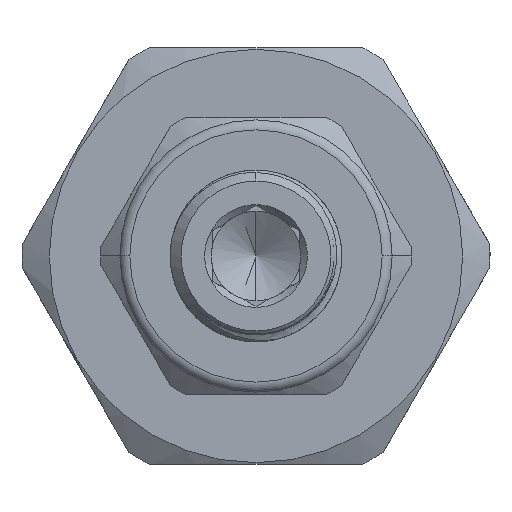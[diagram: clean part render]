
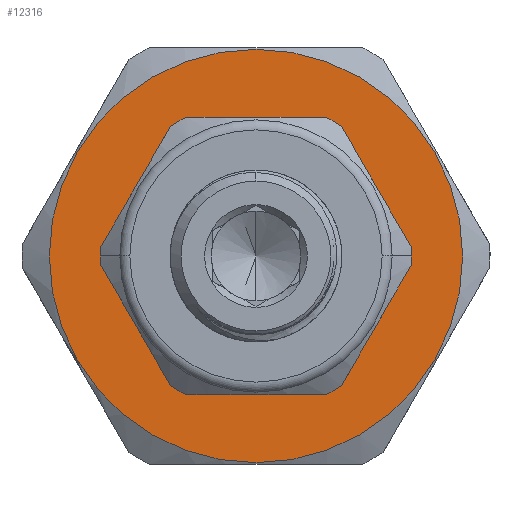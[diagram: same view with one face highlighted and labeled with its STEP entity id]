
A CAD part, left-side view. The second image highlights one B-rep face of the part: STEP entity #12316.
In plain terms, the highlighted planar face has unit normal (-1, 0, 0).
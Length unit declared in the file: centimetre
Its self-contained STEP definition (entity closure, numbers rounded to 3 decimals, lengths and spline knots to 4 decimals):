
#229 = EDGE_CURVE ( 'NONE', #6185, #12233, #7506, .T. ) ;
#830 = CARTESIAN_POINT ( 'NONE',  ( 0., 0., -0.945 ) ) ;
#1170 = DIRECTION ( 'NONE',  ( -1., 0., 0. ) ) ;
#2105 = PLANE ( 'NONE',  #5874 ) ;
#2470 = CARTESIAN_POINT ( 'NONE',  ( 0., 0., 0. ) ) ;
#2646 = ORIENTED_EDGE ( 'NONE', *, *, #8970, .F. ) ;
#2735 = FACE_OUTER_BOUND ( 'NONE', #3985, .T. ) ;
#2879 = EDGE_LOOP ( 'NONE', ( #10519, #2646 ) ) ;
#3619 = CIRCLE ( 'NONE', #5599, 0.6225 ) ;
#3873 = CIRCLE ( 'NONE', #5230, 0.945 ) ;
#3944 = VERTEX_POINT ( 'NONE', #830 ) ;
#3985 = EDGE_LOOP ( 'NONE', ( #10177, #7009 ) ) ;
#4214 = DIRECTION ( 'NONE',  ( 0., 0., -1. ) ) ;
#4260 = CARTESIAN_POINT ( 'NONE',  ( 0., 0., 0. ) ) ;
#4308 = DIRECTION ( 'NONE',  ( 1., 0., 0. ) ) ;
#5230 = AXIS2_PLACEMENT_3D ( 'NONE', #2470, #11014, #6615 ) ;
#5304 = CARTESIAN_POINT ( 'NONE',  ( 0., 0., 0. ) ) ;
#5599 = AXIS2_PLACEMENT_3D ( 'NONE', #10527, #6187, #11587 ) ;
#5874 = AXIS2_PLACEMENT_3D ( 'NONE', #9677, #4308, #4214 ) ;
#6185 = VERTEX_POINT ( 'NONE', #9498 ) ;
#6187 = DIRECTION ( 'NONE',  ( -1., 0., 0. ) ) ;
#6252 = AXIS2_PLACEMENT_3D ( 'NONE', #5304, #1170, #9520 ) ;
#6465 = AXIS2_PLACEMENT_3D ( 'NONE', #4260, #9674, #12880 ) ;
#6615 = DIRECTION ( 'NONE',  ( 0., 0., -1. ) ) ;
#7009 = ORIENTED_EDGE ( 'NONE', *, *, #13017, .F. ) ;
#7176 = CARTESIAN_POINT ( 'NONE',  ( 0., -0.6225, 0. ) ) ;
#7506 = CIRCLE ( 'NONE', #6252, 0.6225 ) ;
#8205 = VERTEX_POINT ( 'NONE', #9372 ) ;
#8970 = EDGE_CURVE ( 'NONE', #12233, #6185, #3619, .T. ) ;
#9082 = CIRCLE ( 'NONE', #6465, 0.945 ) ;
#9372 = CARTESIAN_POINT ( 'NONE',  ( 0., 0., 0.945 ) ) ;
#9498 = CARTESIAN_POINT ( 'NONE',  ( 0., 0.6225, 0. ) ) ;
#9520 = DIRECTION ( 'NONE',  ( 0., 0., -1. ) ) ;
#9674 = DIRECTION ( 'NONE',  ( 1., 0., 0. ) ) ;
#9677 = CARTESIAN_POINT ( 'NONE',  ( 0., 0., 0. ) ) ;
#10177 = ORIENTED_EDGE ( 'NONE', *, *, #13452, .F. ) ;
#10519 = ORIENTED_EDGE ( 'NONE', *, *, #229, .F. ) ;
#10527 = CARTESIAN_POINT ( 'NONE',  ( 0., 0., 0. ) ) ;
#10941 = FACE_BOUND ( 'NONE', #2879, .T. ) ;
#11014 = DIRECTION ( 'NONE',  ( 1., 0., 0. ) ) ;
#11587 = DIRECTION ( 'NONE',  ( 0., 0., -1. ) ) ;
#12233 = VERTEX_POINT ( 'NONE', #7176 ) ;
#12316 = ADVANCED_FACE ( 'NONE', ( #2735, #10941 ), #2105, .F. ) ;
#12880 = DIRECTION ( 'NONE',  ( 0., 0., -1. ) ) ;
#13017 = EDGE_CURVE ( 'NONE', #8205, #3944, #3873, .T. ) ;
#13452 = EDGE_CURVE ( 'NONE', #3944, #8205, #9082, .T. ) ;
